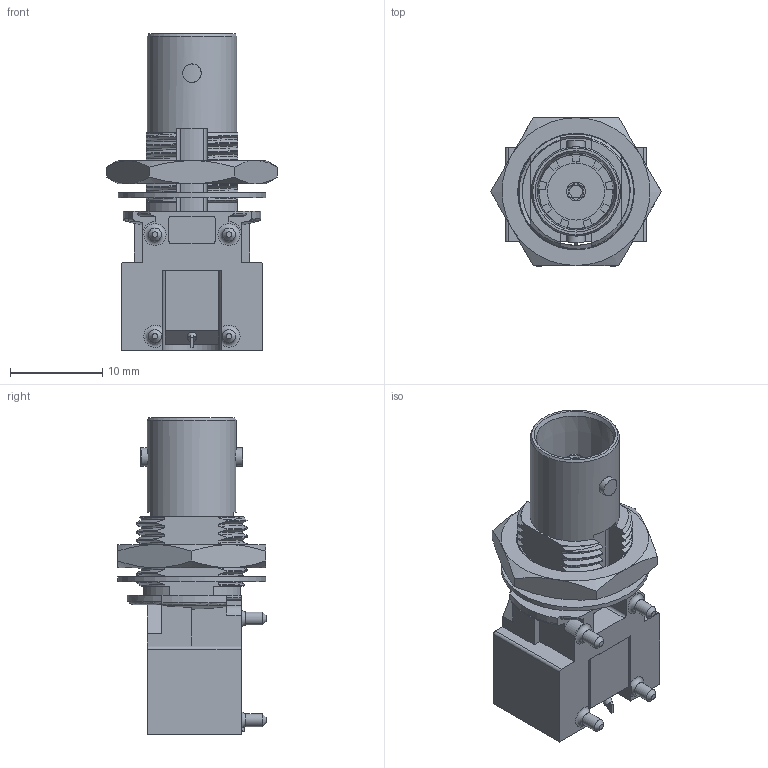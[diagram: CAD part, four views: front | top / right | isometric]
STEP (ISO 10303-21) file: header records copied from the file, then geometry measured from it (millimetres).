
FILE_DESCRIPTION (( 'STEP AP203' ), '1' );
FILE_NAME ('FMCN0008_3D.step', '2021-12-11T00:13:16', ( '' ), ( '' ), 'SwSTEP 2.0', 'SolidWorks 2021', '' );
FILE_SCHEMA (( 'CONFIG_CONTROL_DESIGN' ));
Length unit declared in the file: inch
Products named in the file (4): BNC7T-J-P-HN-RA-BM1D(2)^FMCN0008; FMCN0008_3D; _BNC7T-J-P-XX-RA-BM1D_BODY^BNC7T-J-P-HN-RA-BM1D(2)_FMCN0008; _BNC7T-J-P-XX-RA_PIN^BNC7T-J-P-HN-RA-BM1D(2)_FMCN0008
Assembly tree (3 placements, depth 3):
  FMCN0008_3D
    BNC7T-J-P-HN-RA-BM1D(2)^FMCN0008
      _BNC7T-J-P-XX-RA-BM1D_BODY^BNC7T-J-P-HN-RA-BM1D(2)_FMCN0008
      _BNC7T-J-P-XX-RA_PIN^BNC7T-J-P-HN-RA-BM1D(2)_FMCN0008
Bounding box: 18.48 x 16.05 x 34.2 mm (x, y, z)
Volume: 3180.2 mm3; surface area: 3471.5 mm2
Topology: 2 solids, 2 shells, 342 faces, 1059 edges, 707 vertices
Faces by surface type: plane 117, cylinder 93, bspline 81, cone 41, torus 10
Full cylindrical faces by diameter (mm): 0.95 x1, 1.4 x5, 1.98 x2, 2 x2, 6.18 x1, 9.65 x1, 16 x1
Entity records: 37747 total; most frequent: CARTESIAN_POINT 29301, ORIENTED_EDGE 2046, DIRECTION 1280, EDGE_CURVE 1023, VERTEX_POINT 697, AXIS2_PLACEMENT_3D 470, EDGE_LOOP 384, FACE_OUTER_BOUND 359
